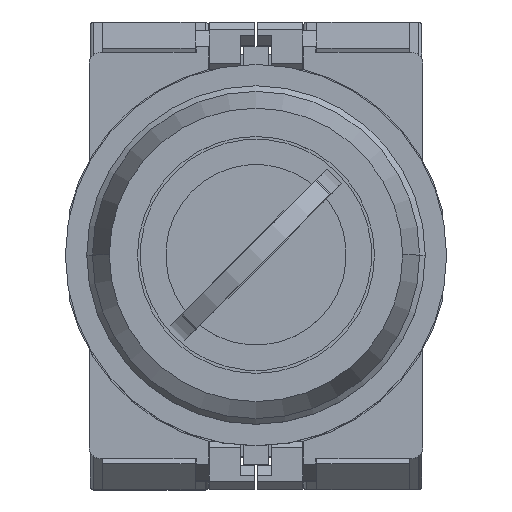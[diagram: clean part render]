
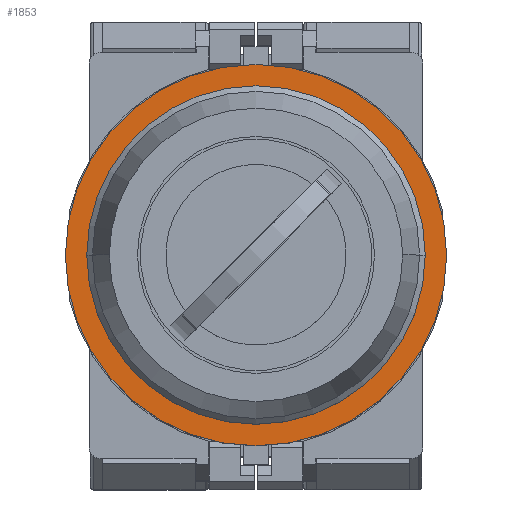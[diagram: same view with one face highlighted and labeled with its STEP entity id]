
A CAD part, top view. The second image highlights one B-rep face of the part: STEP entity #1853.
In plain terms, the highlighted face is planar.
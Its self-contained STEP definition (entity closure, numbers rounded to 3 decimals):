
#116 = PLANE ( 'NONE',  #9165 ) ;
#265 = CIRCLE ( 'NONE', #8430, 16.9 ) ;
#674 = CARTESIAN_POINT ( 'NONE',  ( 0., 0., 0. ) ) ;
#816 = VERTEX_POINT ( 'NONE', #2211 ) ;
#986 = CIRCLE ( 'NONE', #9180, 16.9 ) ;
#1686 = VERTEX_POINT ( 'NONE', #13049 ) ;
#1747 = DIRECTION ( 'NONE',  ( -1., 0., 0. ) ) ;
#1853 = ADVANCED_FACE ( 'NONE', ( #5666, #10131 ), #116, .F. ) ;
#1924 = CARTESIAN_POINT ( 'NONE',  ( -16.9, 0., 0. ) ) ;
#2064 = CARTESIAN_POINT ( 'NONE',  ( 0., 0., 0. ) ) ;
#2211 = CARTESIAN_POINT ( 'NONE',  ( 16.9, 0., 0. ) ) ;
#2247 = EDGE_LOOP ( 'NONE', ( #8987, #6047 ) ) ;
#2578 = EDGE_CURVE ( 'NONE', #3214, #816, #265, .T. ) ;
#3214 = VERTEX_POINT ( 'NONE', #1924 ) ;
#3939 = DIRECTION ( 'NONE',  ( -1., 0., 0. ) ) ;
#4020 = EDGE_CURVE ( 'NONE', #816, #3214, #986, .T. ) ;
#4577 = CARTESIAN_POINT ( 'NONE',  ( -17.103, -17.103, 0. ) ) ;
#5138 = DIRECTION ( 'NONE',  ( 0., 0., 1. ) ) ;
#5353 = VERTEX_POINT ( 'NONE', #10959 ) ;
#5666 = FACE_BOUND ( 'NONE', #2247, .T. ) ;
#5926 = AXIS2_PLACEMENT_3D ( 'NONE', #2064, #6528, #10979 ) ;
#6047 = ORIENTED_EDGE ( 'NONE', *, *, #6723, .F. ) ;
#6416 = AXIS2_PLACEMENT_3D ( 'NONE', #7310, #11765, #1747 ) ;
#6528 = DIRECTION ( 'NONE',  ( 0., 0., -1. ) ) ;
#6723 = EDGE_CURVE ( 'NONE', #5353, #1686, #12731, .T. ) ;
#7125 = EDGE_LOOP ( 'NONE', ( #12639, #7158 ) ) ;
#7158 = ORIENTED_EDGE ( 'NONE', *, *, #4020, .F. ) ;
#7310 = CARTESIAN_POINT ( 'NONE',  ( 0., 0., 0. ) ) ;
#8430 = AXIS2_PLACEMENT_3D ( 'NONE', #9497, #13956, #3939 ) ;
#8987 = ORIENTED_EDGE ( 'NONE', *, *, #9888, .F. ) ;
#9036 = DIRECTION ( 'NONE',  ( 0., 0., 1. ) ) ;
#9165 = AXIS2_PLACEMENT_3D ( 'NONE', #4577, #9036, #13499 ) ;
#9180 = AXIS2_PLACEMENT_3D ( 'NONE', #674, #5138, #9597 ) ;
#9497 = CARTESIAN_POINT ( 'NONE',  ( 0., 0., 0. ) ) ;
#9597 = DIRECTION ( 'NONE',  ( -1., 0., 0. ) ) ;
#9888 = EDGE_CURVE ( 'NONE', #1686, #5353, #12227, .T. ) ;
#10131 = FACE_OUTER_BOUND ( 'NONE', #7125, .T. ) ;
#10959 = CARTESIAN_POINT ( 'NONE',  ( 12.75, 0., 0. ) ) ;
#10979 = DIRECTION ( 'NONE',  ( -1., 0., 0. ) ) ;
#11765 = DIRECTION ( 'NONE',  ( 0., 0., -1. ) ) ;
#12227 = CIRCLE ( 'NONE', #5926, 12.75 ) ;
#12639 = ORIENTED_EDGE ( 'NONE', *, *, #2578, .F. ) ;
#12731 = CIRCLE ( 'NONE', #6416, 12.75 ) ;
#13049 = CARTESIAN_POINT ( 'NONE',  ( -12.75, 0., 0. ) ) ;
#13499 = DIRECTION ( 'NONE',  ( 1., 0., 0. ) ) ;
#13956 = DIRECTION ( 'NONE',  ( 0., 0., 1. ) ) ;
